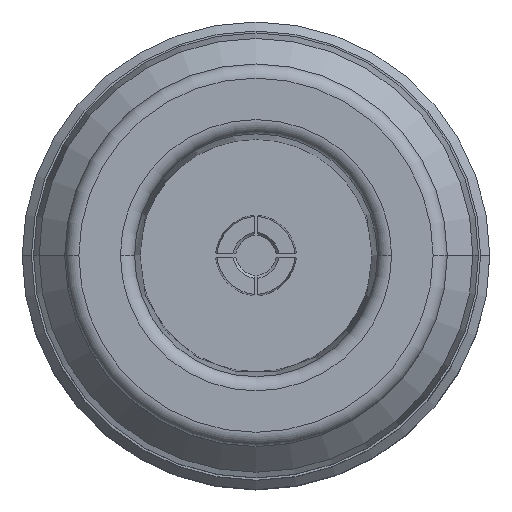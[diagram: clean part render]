
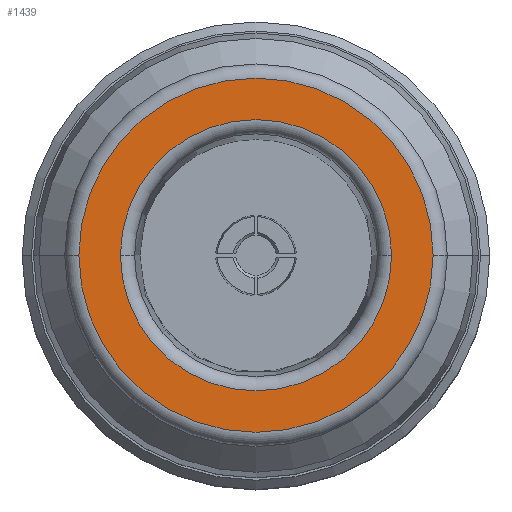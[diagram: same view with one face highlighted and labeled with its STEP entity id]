
A CAD part, top view. The second image highlights one B-rep face of the part: STEP entity #1439.
In plain terms, the highlighted planar face has unit normal (0, 0, 1).
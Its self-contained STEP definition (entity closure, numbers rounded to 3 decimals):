
#47 = ORIENTED_EDGE ( 'NONE', *, *, #2075, .T. ) ;
#114 = PLANE ( 'NONE',  #2311 ) ;
#411 = VERTEX_POINT ( 'NONE', #3667 ) ;
#454 = EDGE_LOOP ( 'NONE', ( #2083, #47 ) ) ;
#455 = CARTESIAN_POINT ( 'NONE',  ( -4.785, 0., 0. ) ) ;
#754 = CIRCLE ( 'NONE', #4390, 4.785 ) ;
#1068 = DIRECTION ( 'NONE',  ( -1., 0., 0. ) ) ;
#1263 = CARTESIAN_POINT ( 'NONE',  ( 0., 0., 0. ) ) ;
#1439 = ADVANCED_FACE ( 'NONE', ( #3360, #2377 ), #114, .F. ) ;
#1448 = EDGE_LOOP ( 'NONE', ( #4498, #3716 ) ) ;
#1551 = DIRECTION ( 'NONE',  ( -1., 0., 0. ) ) ;
#1612 = DIRECTION ( 'NONE',  ( -1., 0., 0. ) ) ;
#1726 = CARTESIAN_POINT ( 'NONE',  ( 6.25, 0., 0. ) ) ;
#1800 = VERTEX_POINT ( 'NONE', #455 ) ;
#1889 = AXIS2_PLACEMENT_3D ( 'NONE', #3630, #3228, #1068 ) ;
#2075 = EDGE_CURVE ( 'NONE', #411, #1800, #754, .T. ) ;
#2083 = ORIENTED_EDGE ( 'NONE', *, *, #3616, .T. ) ;
#2115 = CIRCLE ( 'NONE', #1889, 4.785 ) ;
#2236 = VERTEX_POINT ( 'NONE', #1726 ) ;
#2287 = CIRCLE ( 'NONE', #3517, 6.25 ) ;
#2311 = AXIS2_PLACEMENT_3D ( 'NONE', #2710, #3525, #1551 ) ;
#2327 = DIRECTION ( 'NONE',  ( -1., 0., 0. ) ) ;
#2377 = FACE_OUTER_BOUND ( 'NONE', #1448, .T. ) ;
#2449 = DIRECTION ( 'NONE',  ( 0., 0., 1. ) ) ;
#2472 = CARTESIAN_POINT ( 'NONE',  ( -6.25, 0., 0. ) ) ;
#2659 = EDGE_CURVE ( 'NONE', #2236, #3639, #3249, .T. ) ;
#2710 = CARTESIAN_POINT ( 'NONE',  ( 0., 0., 0. ) ) ;
#2742 = AXIS2_PLACEMENT_3D ( 'NONE', #1263, #3461, #1612 ) ;
#3159 = DIRECTION ( 'NONE',  ( -1., 0., 0. ) ) ;
#3228 = DIRECTION ( 'NONE',  ( 0., 0., -1. ) ) ;
#3249 = CIRCLE ( 'NONE', #2742, 6.25 ) ;
#3360 = FACE_BOUND ( 'NONE', #454, .T. ) ;
#3461 = DIRECTION ( 'NONE',  ( 0., 0., 1. ) ) ;
#3517 = AXIS2_PLACEMENT_3D ( 'NONE', #3808, #2449, #2327 ) ;
#3525 = DIRECTION ( 'NONE',  ( 0., 0., -1. ) ) ;
#3534 = DIRECTION ( 'NONE',  ( 0., 0., -1. ) ) ;
#3616 = EDGE_CURVE ( 'NONE', #1800, #411, #2115, .T. ) ;
#3630 = CARTESIAN_POINT ( 'NONE',  ( 0., 0., 0. ) ) ;
#3639 = VERTEX_POINT ( 'NONE', #2472 ) ;
#3667 = CARTESIAN_POINT ( 'NONE',  ( 4.785, 0., 0. ) ) ;
#3716 = ORIENTED_EDGE ( 'NONE', *, *, #2659, .T. ) ;
#3808 = CARTESIAN_POINT ( 'NONE',  ( 0., 0., 0. ) ) ;
#4052 = EDGE_CURVE ( 'NONE', #3639, #2236, #2287, .T. ) ;
#4390 = AXIS2_PLACEMENT_3D ( 'NONE', #4593, #3534, #3159 ) ;
#4498 = ORIENTED_EDGE ( 'NONE', *, *, #4052, .T. ) ;
#4593 = CARTESIAN_POINT ( 'NONE',  ( 0., 0., 0. ) ) ;
